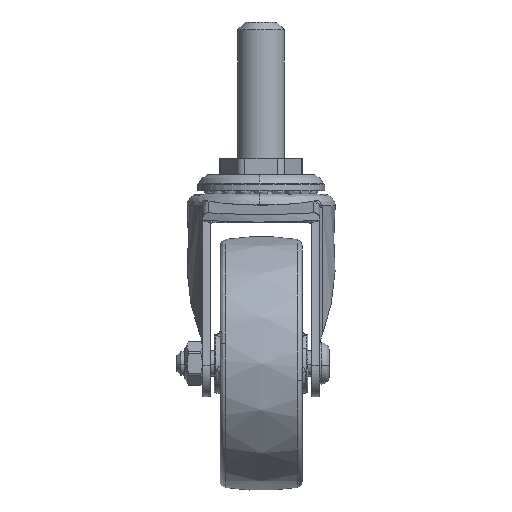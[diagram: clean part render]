
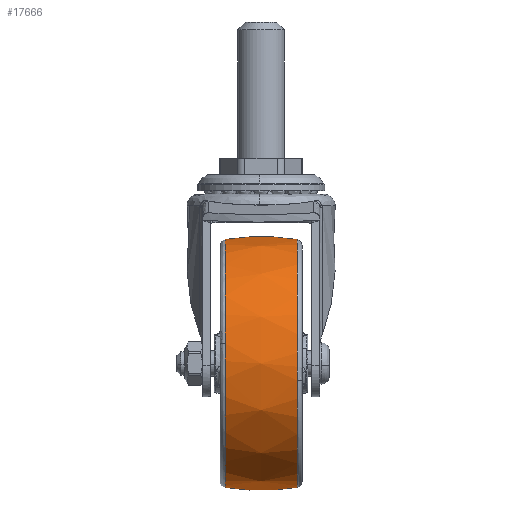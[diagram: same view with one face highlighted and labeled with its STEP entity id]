
A CAD part, left-side view. The second image highlights one B-rep face of the part: STEP entity #17666.
In plain terms, the highlighted free-form (B-spline) face has degree [2, 2] with [5, 5] control points.
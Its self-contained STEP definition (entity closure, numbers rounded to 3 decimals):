
#17383=CARTESIAN_POINT('',(-31.482,-9.231,-4.38));
#17384=VERTEX_POINT('',#17383);
#17385=CARTESIAN_POINT('',(0.0,-9.231,-31.786));
#17386=VERTEX_POINT('',#17385);
#17387=CARTESIAN_POINT('',(-31.482,-9.231,-4.38));
#17388=CARTESIAN_POINT('',(-27.67,-9.231,-31.786));
#17389=CARTESIAN_POINT('',(0.0,-9.231,-31.786));
#17397=(BOUNDED_CURVE()B_SPLINE_CURVE(2,(#17387,#17388,#17389),.UNSPECIFIED.,.F.,.U.)B_SPLINE_CURVE_WITH_KNOTS((3,3),(0.774,1.0),.UNSPECIFIED.)CURVE()GEOMETRIC_REPRESENTATION_ITEM()RATIONAL_B_SPLINE_CURVE((0.95,0.735,1.0))REPRESENTATION_ITEM(''));
#17398=EDGE_CURVE('',#17384,#17386,#17397,.T.);
#17471=CARTESIAN_POINT('',(0.0,-9.231,31.786));
#17472=VERTEX_POINT('',#17471);
#17473=CARTESIAN_POINT('',(0.0,-9.231,31.786));
#17474=CARTESIAN_POINT('',(-31.786,-9.231,31.786));
#17475=CARTESIAN_POINT('',(-31.786,-9.231,0.));
#17476=CARTESIAN_POINT('',(-31.786,-9.231,-2.2));
#17477=CARTESIAN_POINT('',(-31.482,-9.231,-4.38));
#17485=(BOUNDED_CURVE()B_SPLINE_CURVE(2,(#17473,#17474,#17475,#17476,#17477),.UNSPECIFIED.,.F.,.U.)B_SPLINE_CURVE_WITH_KNOTS((3,2,3),(0.5,0.75,0.774),.UNSPECIFIED.)CURVE()GEOMETRIC_REPRESENTATION_ITEM()RATIONAL_B_SPLINE_CURVE((1.0,0.707,1.0,0.972,0.95))REPRESENTATION_ITEM(''));
#17486=EDGE_CURVE('',#17472,#17384,#17485,.T.);
#17541=CARTESIAN_POINT('',(0.0,9.231,-31.786));
#17542=VERTEX_POINT('',#17541);
#17543=CARTESIAN_POINT('',(0.0,-9.231,-31.786));
#17544=CARTESIAN_POINT('',(0.0,-6.083,-32.276));
#17545=CARTESIAN_POINT('',(0.0,0.098,-32.739));
#17546=CARTESIAN_POINT('',(0.0,6.274,-32.246));
#17547=CARTESIAN_POINT('',(0.0,9.231,-31.786));
#17548=B_SPLINE_CURVE_WITH_KNOTS('',3,(#17543,#17544,#17545,#17546,#17547),.UNSPECIFIED.,.F.,.U.,(4,1,4),(0.,9.557,18.535),.UNSPECIFIED.);
#17549=EDGE_CURVE('',#17386,#17542,#17548,.T.);
#17566=CARTESIAN_POINT('',(0.0,9.231,31.786));
#17567=VERTEX_POINT('',#17566);
#17583=CARTESIAN_POINT('',(0.0,-9.231,31.786));
#17584=CARTESIAN_POINT('',(0.0,-7.228,32.098));
#17585=CARTESIAN_POINT('',(0.0,-3.19,32.518));
#17586=CARTESIAN_POINT('',(0.0,2.997,32.533));
#17587=CARTESIAN_POINT('',(0.0,7.132,32.112));
#17588=CARTESIAN_POINT('',(0.0,9.231,31.786));
#17589=B_SPLINE_CURVE_WITH_KNOTS('',3,(#17583,#17584,#17585,#17586,#17587,#17588),.UNSPECIFIED.,.F.,.U.,(4,1,1,4),(0.,6.082,12.164,18.535),.UNSPECIFIED.);
#17590=EDGE_CURVE('',#17472,#17567,#17589,.T.);
#17597=CARTESIAN_POINT('',(0.0,-10.162,31.633));
#17598=CARTESIAN_POINT('',(0.0,-5.118,32.5));
#17599=CARTESIAN_POINT('',(0.0,0.0,32.5));
#17600=CARTESIAN_POINT('',(0.0,5.118,32.5));
#17601=CARTESIAN_POINT('',(0.0,10.162,31.633));
#17602=CARTESIAN_POINT('',(-31.633,-10.162,31.633));
#17603=CARTESIAN_POINT('',(-32.5,-5.118,32.5));
#17604=CARTESIAN_POINT('',(-32.5,0.0,32.5));
#17605=CARTESIAN_POINT('',(-32.5,5.118,32.5));
#17606=CARTESIAN_POINT('',(-31.633,10.162,31.633));
#17607=CARTESIAN_POINT('',(-31.633,-10.162,0.0));
#17608=CARTESIAN_POINT('',(-32.5,-5.118,0.0));
#17609=CARTESIAN_POINT('',(-32.5,0.0,0.0));
#17610=CARTESIAN_POINT('',(-32.5,5.118,0.0));
#17611=CARTESIAN_POINT('',(-31.633,10.162,0.0));
#17612=CARTESIAN_POINT('',(-31.633,-10.162,-31.633));
#17613=CARTESIAN_POINT('',(-32.5,-5.118,-32.5));
#17614=CARTESIAN_POINT('',(-32.5,0.0,-32.5));
#17615=CARTESIAN_POINT('',(-32.5,5.118,-32.5));
#17616=CARTESIAN_POINT('',(-31.633,10.162,-31.633));
#17617=CARTESIAN_POINT('',(0.0,-10.162,-31.633));
#17618=CARTESIAN_POINT('',(0.0,-5.118,-32.5));
#17619=CARTESIAN_POINT('',(0.0,0.0,-32.5));
#17620=CARTESIAN_POINT('',(0.0,5.118,-32.5));
#17621=CARTESIAN_POINT('',(0.0,10.162,-31.633));
#17629=(BOUNDED_SURFACE()B_SPLINE_SURFACE(2,2,((#17597,#17602,#17607,#17612,#17617),(#17598,#17603,#17608,#17613,#17618),(#17599,#17604,#17609,#17614,#17619),(#17600,#17605,#17610,#17615,#17620),(#17601,#17606,#17611,#17616,#17621)),.UNSPECIFIED.,.F.,.F.,.U.)B_SPLINE_SURFACE_WITH_KNOTS((3,2,3),(3,2,3),(0.0,10.405,20.811),(0.0,53.848,107.696),.UNSPECIFIED.)GEOMETRIC_REPRESENTATION_ITEM()RATIONAL_B_SPLINE_SURFACE(((0.961,0.679,0.961,0.679,0.961),(0.977,0.691,0.977,0.691,0.977),(1.0,0.707,1.0,0.707,1.0),(0.977,0.691,0.977,0.691,0.977),(0.961,0.679,0.961,0.679,0.961)))REPRESENTATION_ITEM('')SURFACE());
#17630=ORIENTED_EDGE('',*,*,#17549,.F.);
#17631=ORIENTED_EDGE('',*,*,#17398,.F.);
#17632=ORIENTED_EDGE('',*,*,#17486,.F.);
#17633=ORIENTED_EDGE('',*,*,#17590,.T.);
#17634=CARTESIAN_POINT('',(-31.362,9.231,5.17));
#17635=VERTEX_POINT('',#17634);
#17636=CARTESIAN_POINT('',(0.0,9.231,31.786));
#17637=CARTESIAN_POINT('',(-26.975,9.231,31.786));
#17638=CARTESIAN_POINT('',(-31.362,9.231,5.17));
#17646=(BOUNDED_CURVE()B_SPLINE_CURVE(2,(#17636,#17637,#17638),.UNSPECIFIED.,.F.,.U.)B_SPLINE_CURVE_WITH_KNOTS((3,3),(0.5,0.722),.UNSPECIFIED.)CURVE()GEOMETRIC_REPRESENTATION_ITEM()RATIONAL_B_SPLINE_CURVE((1.0,0.74,0.942))REPRESENTATION_ITEM(''));
#17647=EDGE_CURVE('',#17567,#17635,#17646,.T.);
#17648=ORIENTED_EDGE('',*,*,#17647,.T.);
#17649=CARTESIAN_POINT('',(-31.362,9.231,5.17));
#17650=CARTESIAN_POINT('',(-31.786,9.231,2.602));
#17651=CARTESIAN_POINT('',(-31.786,9.231,0.));
#17652=CARTESIAN_POINT('',(-31.786,9.231,-31.786));
#17653=CARTESIAN_POINT('',(0.0,9.231,-31.786));
#17661=(BOUNDED_CURVE()B_SPLINE_CURVE(2,(#17649,#17650,#17651,#17652,#17653),.UNSPECIFIED.,.F.,.U.)B_SPLINE_CURVE_WITH_KNOTS((3,2,3),(0.722,0.75,1.0),.UNSPECIFIED.)CURVE()GEOMETRIC_REPRESENTATION_ITEM()RATIONAL_B_SPLINE_CURVE((0.942,0.967,1.0,0.707,1.0))REPRESENTATION_ITEM(''));
#17662=EDGE_CURVE('',#17635,#17542,#17661,.T.);
#17663=ORIENTED_EDGE('',*,*,#17662,.T.);
#17664=EDGE_LOOP('',(#17630,#17631,#17632,#17633,#17648,#17663));
#17665=FACE_OUTER_BOUND('',#17664,.T.);
#17666=ADVANCED_FACE('',(#17665),#17629,.T.);
